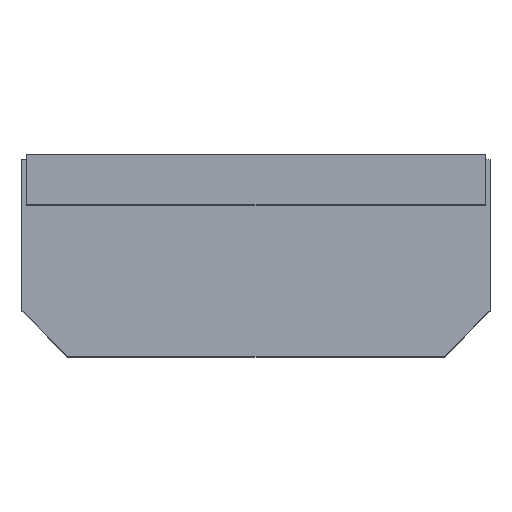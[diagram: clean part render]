
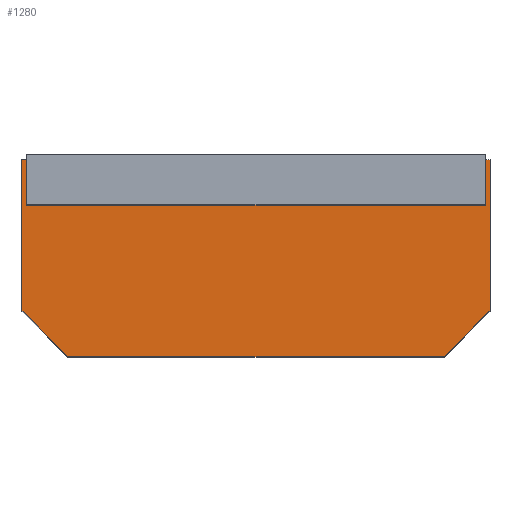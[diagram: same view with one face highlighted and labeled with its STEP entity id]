
A CAD part, top view. The second image highlights one B-rep face of the part: STEP entity #1280.
In plain terms, the highlighted planar face has unit normal (0, 0, 1).
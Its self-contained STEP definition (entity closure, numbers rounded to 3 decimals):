
#1007=CARTESIAN_POINT('',(6.645,-1.575,10.378));
#1006=VERTEX_POINT('',#1007);
#1017=CARTESIAN_POINT('',(-1.565,-1.575,10.378));
#1016=VERTEX_POINT('',#1017);
#1015=EDGE_CURVE('',#1016,#1006,#1020,.T.);
#1020=LINE('',#1017,#1022);
#1022=VECTOR('',#1023,8.209);
#1023=DIRECTION('',(1.0,0.0,0.0));
#1056=CARTESIAN_POINT('',(7.645,-0.574,10.378));
#1055=VERTEX_POINT('',#1056);
#1064=EDGE_CURVE('',#1006,#1055,#1069,.T.);
#1069=LINE('',#1007,#1071);
#1071=VECTOR('',#1072,1.415);
#1072=DIRECTION('',(0.707,0.707,0.0));
#1105=CARTESIAN_POINT('',(7.645,2.718,10.378));
#1104=VERTEX_POINT('',#1105);
#1113=EDGE_CURVE('',#1055,#1104,#1118,.T.);
#1118=LINE('',#1056,#1120);
#1120=VECTOR('',#1121,3.292);
#1121=DIRECTION('',(0.0,1.0,0.0));
#1154=CARTESIAN_POINT('',(-2.565,2.718,10.378));
#1153=VERTEX_POINT('',#1154);
#1162=EDGE_CURVE('',#1104,#1153,#1167,.T.);
#1167=LINE('',#1105,#1169);
#1169=VECTOR('',#1170,10.211);
#1170=DIRECTION('',(-1.0,0.0,0.0));
#1203=CARTESIAN_POINT('',(-2.565,-0.574,10.378));
#1202=VERTEX_POINT('',#1203);
#1211=EDGE_CURVE('',#1153,#1202,#1216,.T.);
#1216=LINE('',#1154,#1218);
#1218=VECTOR('',#1219,3.292);
#1219=DIRECTION('',(0.0,-1.0,0.0));
#1260=EDGE_CURVE('',#1202,#1016,#1265,.T.);
#1265=LINE('',#1203,#1267);
#1267=VECTOR('',#1268,1.415);
#1268=DIRECTION('',(0.707,-0.707,0.0));
#1280=ADVANCED_FACE('',(#1286),#1281,.T.);
#1281=PLANE('',#1282);
#1282=AXIS2_PLACEMENT_3D('',#1283,#1284,#1285);
#1283=CARTESIAN_POINT('',(7.645,2.718,10.378));
#1284=DIRECTION('',(0.0,0.0,1.0));
#1285=DIRECTION('',(0.,1.,0.));
#1286=FACE_OUTER_BOUND('',#1287,.T.);
#1287=EDGE_LOOP('',(#1288,#1298,#1308,#1318,#1328,#1338));
#1288=ORIENTED_EDGE('',*,*,#1162,.T.);
#1298=ORIENTED_EDGE('',*,*,#1211,.T.);
#1308=ORIENTED_EDGE('',*,*,#1260,.T.);
#1318=ORIENTED_EDGE('',*,*,#1015,.T.);
#1328=ORIENTED_EDGE('',*,*,#1064,.T.);
#1338=ORIENTED_EDGE('',*,*,#1113,.T.);
